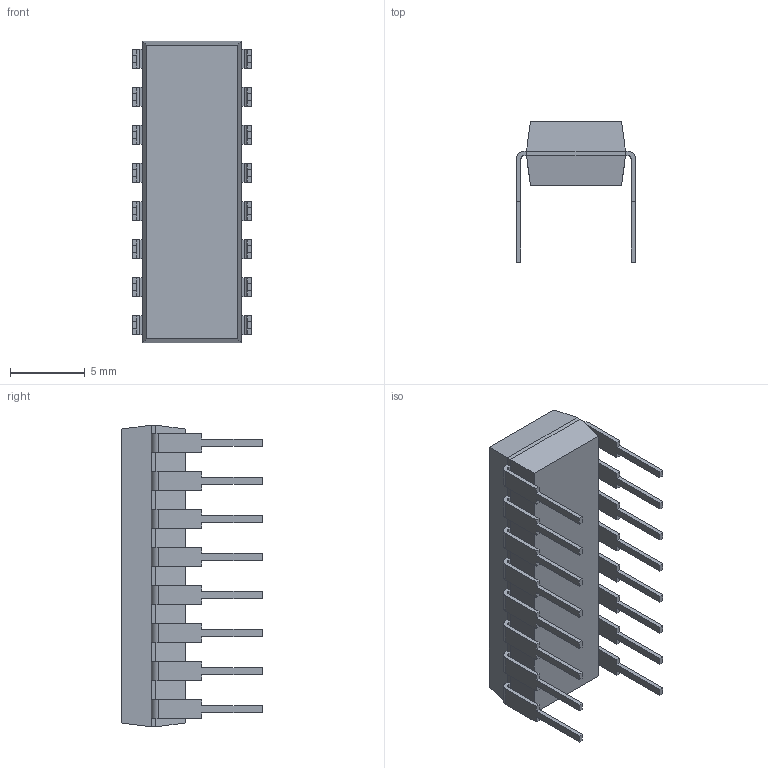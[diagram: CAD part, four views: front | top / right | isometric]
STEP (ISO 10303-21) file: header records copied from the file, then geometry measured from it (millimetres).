
FILE_DESCRIPTION (( 'STEP AP214' ), '1' );
FILE_NAME ('XR2206CP-F.STEP', '2021-07-12T19:27:01', ( '' ), ( '' ), 'SwSTEP 2.0', 'SolidWorks 2017', '' );
FILE_SCHEMA (( 'AUTOMOTIVE_DESIGN' ));
Length unit declared in the file: inch
Products named in the file (1): XR2206CP-F
Bounding box: 7.9 x 9.4 x 20.13 mm (x, y, z)
Volume: 565.9 mm3; surface area: 752.7 mm2
Topology: 17 solids, 17 shells, 243 faces, 617 edges, 408 vertices
Faces by surface type: plane 209, cylinder 34
Entity records: 7435 total; most frequent: CARTESIAN_POINT 1269, ORIENTED_EDGE 1234, DIRECTION 1173, EDGE_CURVE 617, VECTOR 549, LINE 549, VERTEX_POINT 408, AXIS2_PLACEMENT_3D 312
